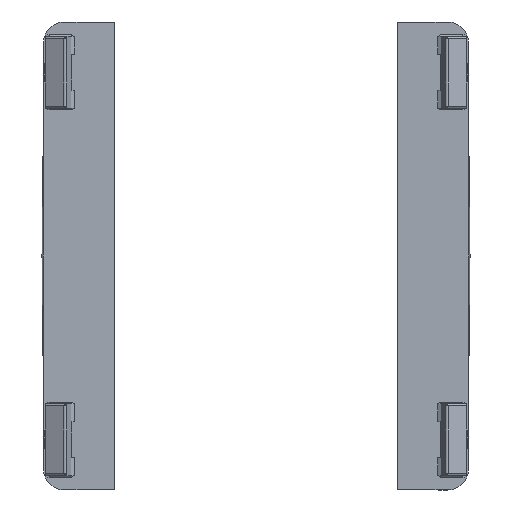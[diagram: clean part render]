
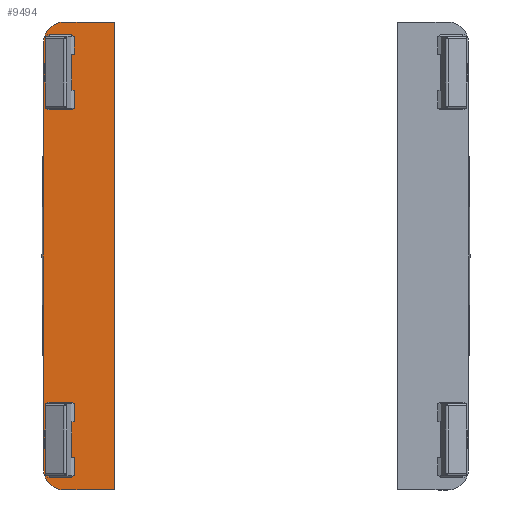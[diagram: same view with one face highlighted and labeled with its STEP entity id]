
A CAD part, left-side view. The second image highlights one B-rep face of the part: STEP entity #9494.
In plain terms, the highlighted face is planar.
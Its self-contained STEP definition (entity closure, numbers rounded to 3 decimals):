
#1142=FACE_OUTER_BOUND('',#1750,.T.);
#1750=EDGE_LOOP('',(#8179,#8180,#8181,#8182,#8183,#8184));
#2050=CIRCLE('',#10489,60.);
#2052=CIRCLE('',#10493,60.);
#2860=LINE('',#25698,#3806);
#2864=LINE('',#25710,#3810);
#2867=LINE('',#25716,#3813);
#2870=LINE('',#25720,#3816);
#3806=VECTOR('',#12628,10.);
#3810=VECTOR('',#12640,10.);
#3813=VECTOR('',#12645,10.);
#3816=VECTOR('',#12650,10.);
#4655=VERTEX_POINT('',#25689);
#4656=VERTEX_POINT('',#25691);
#4658=VERTEX_POINT('',#25697);
#4660=VERTEX_POINT('',#25703);
#4662=VERTEX_POINT('',#25709);
#4664=VERTEX_POINT('',#25715);
#5837=EDGE_CURVE('',#4656,#4655,#2050,.T.);
#5840=EDGE_CURVE('',#4658,#4656,#2860,.T.);
#5843=EDGE_CURVE('',#4660,#4658,#2052,.T.);
#5846=EDGE_CURVE('',#4662,#4660,#2864,.T.);
#5849=EDGE_CURVE('',#4664,#4662,#2867,.T.);
#5852=EDGE_CURVE('',#4655,#4664,#2870,.T.);
#8179=ORIENTED_EDGE('',*,*,#5852,.T.);
#8180=ORIENTED_EDGE('',*,*,#5849,.T.);
#8181=ORIENTED_EDGE('',*,*,#5846,.T.);
#8182=ORIENTED_EDGE('',*,*,#5843,.T.);
#8183=ORIENTED_EDGE('',*,*,#5840,.T.);
#8184=ORIENTED_EDGE('',*,*,#5837,.T.);
#8955=PLANE('',#10498);
#9494=ADVANCED_FACE('',(#1142),#8955,.F.);
#10489=AXIS2_PLACEMENT_3D('',#25692,#12622,#12623);
#10493=AXIS2_PLACEMENT_3D('',#25704,#12634,#12635);
#10498=AXIS2_PLACEMENT_3D('',#25722,#12653,#12654);
#12622=DIRECTION('center_axis',(0.,1.,0.));
#12623=DIRECTION('ref_axis',(0.,0.,-1.));
#12628=DIRECTION('',(1.,0.,0.));
#12634=DIRECTION('center_axis',(0.,1.,0.));
#12635=DIRECTION('ref_axis',(1.,0.,0.));
#12640=DIRECTION('',(0.,0.,1.));
#12645=DIRECTION('',(-1.,0.,0.));
#12650=DIRECTION('',(0.,0.,-1.));
#12653=DIRECTION('center_axis',(0.,-1.,0.));
#12654=DIRECTION('ref_axis',(0.,0.,-1.));
#25689=CARTESIAN_POINT('',(650.,12.,-60.));
#25691=CARTESIAN_POINT('',(590.,12.,0.));
#25692=CARTESIAN_POINT('Origin',(590.,12.,-60.));
#25697=CARTESIAN_POINT('',(-590.,12.,0.));
#25698=CARTESIAN_POINT('',(590.,12.,0.));
#25703=CARTESIAN_POINT('',(-650.,12.,-60.));
#25704=CARTESIAN_POINT('Origin',(-590.,12.,-60.));
#25709=CARTESIAN_POINT('',(-650.,12.,-198.));
#25710=CARTESIAN_POINT('',(-650.,12.,-60.));
#25715=CARTESIAN_POINT('',(650.,12.,-198.));
#25716=CARTESIAN_POINT('',(-650.,12.,-198.));
#25720=CARTESIAN_POINT('',(650.,12.,-198.));
#25722=CARTESIAN_POINT('Origin',(0.,12.,-102.191));
